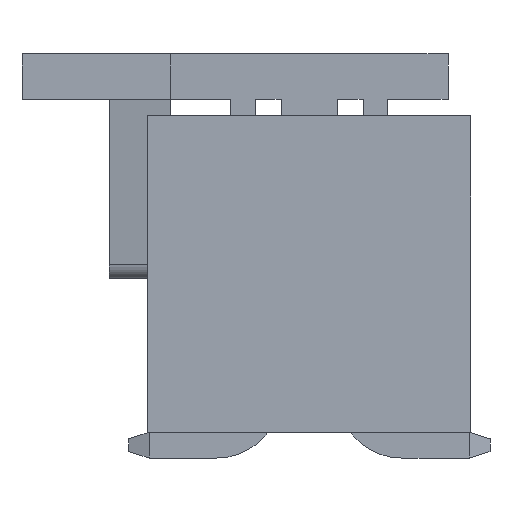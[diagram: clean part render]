
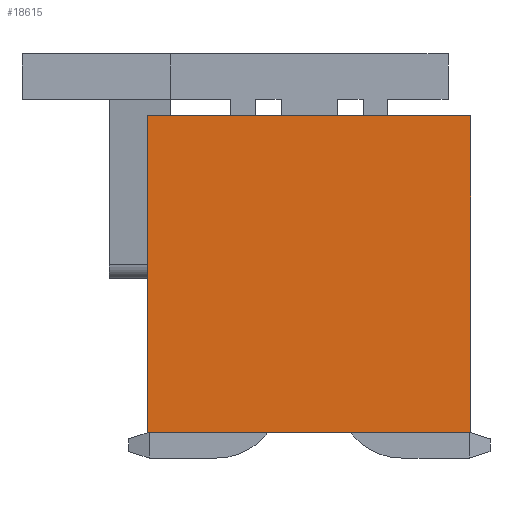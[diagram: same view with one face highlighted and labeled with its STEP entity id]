
A CAD part, front view. The second image highlights one B-rep face of the part: STEP entity #18615.
In plain terms, the highlighted face is planar.
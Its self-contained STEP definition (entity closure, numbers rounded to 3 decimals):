
#893=ORIENTED_EDGE('',*,*,#4502,.F.);
#894=ORIENTED_EDGE('',*,*,#4503,.F.);
#895=ORIENTED_EDGE('',*,*,#4504,.T.);
#896=ORIENTED_EDGE('',*,*,#4505,.T.);
#4502=EDGE_CURVE('',#6304,#6305,#7608,.T.);
#4503=EDGE_CURVE('',#6306,#6304,#7609,.T.);
#4504=EDGE_CURVE('',#6306,#6307,#7610,.T.);
#4505=EDGE_CURVE('',#6307,#6305,#7611,.T.);
#6304=VERTEX_POINT('',#24524);
#6305=VERTEX_POINT('',#24525);
#6306=VERTEX_POINT('',#24527);
#6307=VERTEX_POINT('',#24529);
#7608=LINE('',#24523,#9428);
#7609=LINE('',#24526,#9429);
#7610=LINE('',#24528,#9430);
#7611=LINE('',#24530,#9431);
#9428=VECTOR('',#20801,1000.);
#9429=VECTOR('',#20802,1000.);
#9430=VECTOR('',#20803,1000.);
#9431=VECTOR('',#20804,1000.);
#10970=EDGE_LOOP('',(#893,#894,#895,#896));
#11754=FACE_BOUND('',#10970,.T.);
#12538=PLANE('',#19388);
#18615=ADVANCED_FACE('',(#11754),#12538,.T.);
#19388=AXIS2_PLACEMENT_3D('',#24522,#20799,#20800);
#20799=DIRECTION('',(1.,0.,0.));
#20800=DIRECTION('',(0.,0.,-1.));
#20801=DIRECTION('',(0.,0.,-1.));
#20802=DIRECTION('',(0.,1.,0.));
#20803=DIRECTION('',(0.,0.,-1.));
#20804=DIRECTION('',(0.,1.,0.));
#24522=CARTESIAN_POINT('',(11.43,-2.5,2.45));
#24523=CARTESIAN_POINT('',(11.43,2.5,2.45));
#24524=CARTESIAN_POINT('',(11.43,2.5,2.45));
#24525=CARTESIAN_POINT('',(11.43,2.5,-2.45));
#24526=CARTESIAN_POINT('',(11.43,-2.5,2.45));
#24527=CARTESIAN_POINT('',(11.43,-2.5,2.45));
#24528=CARTESIAN_POINT('',(11.43,-2.5,2.45));
#24529=CARTESIAN_POINT('',(11.43,-2.5,-2.45));
#24530=CARTESIAN_POINT('',(11.43,-2.5,-2.45));
